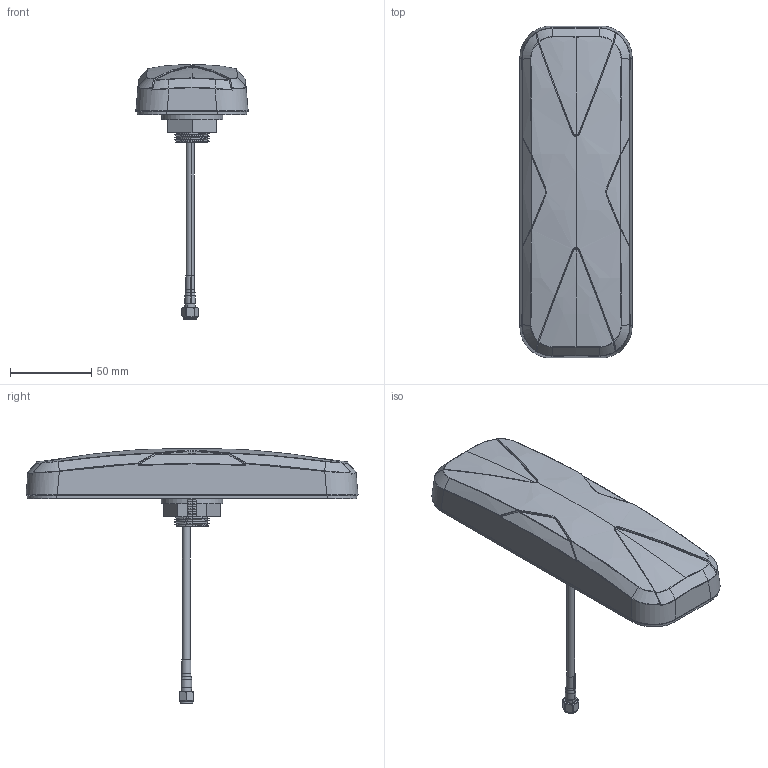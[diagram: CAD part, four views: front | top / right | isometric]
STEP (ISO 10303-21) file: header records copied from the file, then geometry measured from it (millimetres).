
FILE_DESCRIPTION (( 'STEP AP214' ), '1' );
FILE_NAME ('GA.170.305111_web.STEP', '2022-03-25T10:05:51', ( '' ), ( '' ), 'SwSTEP 2.0', 'SolidWorks 2018', '' );
FILE_SCHEMA (( 'AUTOMOTIVE_DESIGN' ));
Length unit declared in the file: millimetre
Products named in the file (1): GA.170.305111_web
Bounding box: 68.96 x 203.95 x 156.56 mm (x, y, z)
Surface area: 47457.9 mm2 (no closed solid volume)
Topology: 0 solids, 11 shells, 265 faces, 813 edges, 537 vertices
Faces by surface type: bspline 92, cylinder 89, plane 55, torus 21, cone 8
Entity records: 29976 total; most frequent: CARTESIAN_POINT 21378, ORIENTED_EDGE 1343, EDGE_CURVE 813, DIRECTION 797, VERTEX_POINT 537, B_SPLINE_CURVE_WITH_KNOTS 321, AXIS2_PLACEMENT_3D 301, EDGE_LOOP 277
